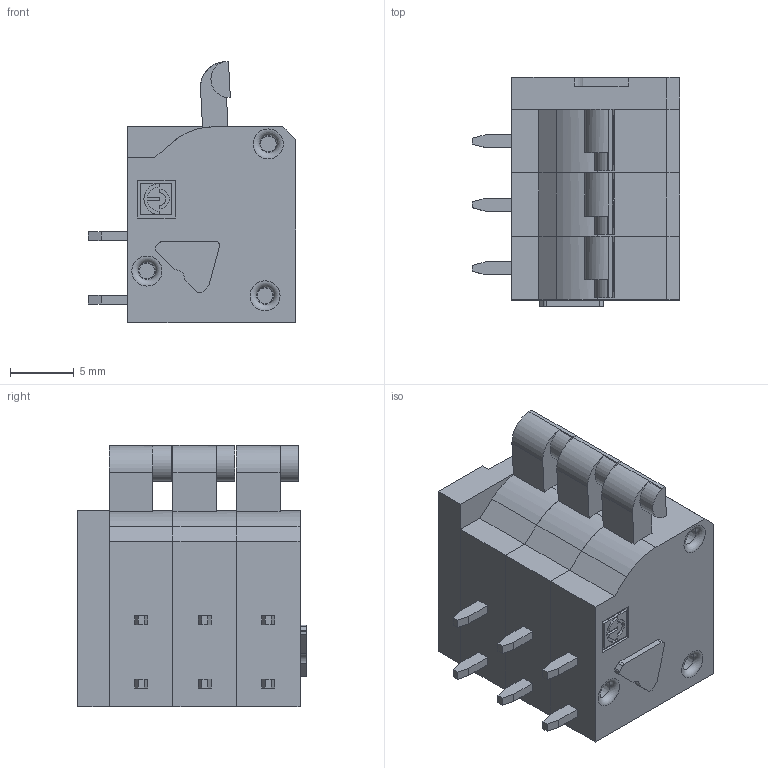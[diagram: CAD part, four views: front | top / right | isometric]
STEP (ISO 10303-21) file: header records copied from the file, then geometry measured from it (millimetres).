
FILE_DESCRIPTION(('STEP AP214'),'1');
FILE_NAME('MG103-5-V-P.stp','2024-03-27T15:51:09',(' '),(' '),'Spatial InterOp 3D',' ',' ');
FILE_SCHEMA(('AUTOMOTIVE_DESIGN { 1 0 10303 214 1 1 1 1 }'));
Length unit declared in the file: metre
Products named in the file (6): 1711557706; 1711557321; 1711556338; 1711554088; 1711554089; 1711554091
Bounding box: 16.3 x 18 x 20.54 mm (x, y, z)
Volume: 3220.5 mm3; surface area: 3270.6 mm2
Topology: 6 solids, 6 shells, 446 faces, 1107 edges, 730 vertices
Faces by surface type: plane 308, cylinder 53, torus 48, cone 34, extrusion 3
Entity records: 20596 total; most frequent: CARTESIAN_POINT 2273, DIRECTION 2108, ORIENTED_EDGE 1994, STYLED_ITEM 1314, PRESENTATION_STYLE_ASSIGNMENT 1314, COLOUR_RGB 1314, EDGE_CURVE 997, CURVE_STYLE 862
